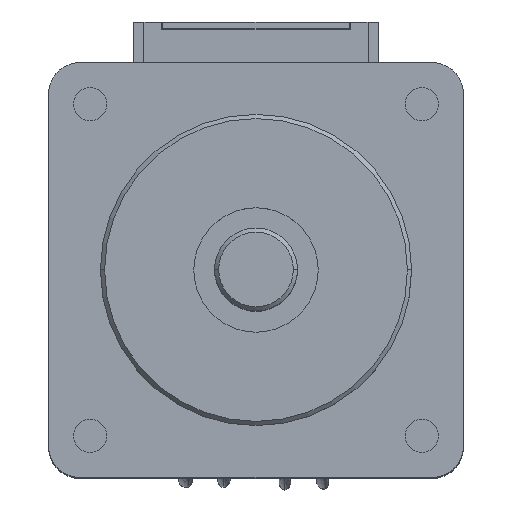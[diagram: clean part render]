
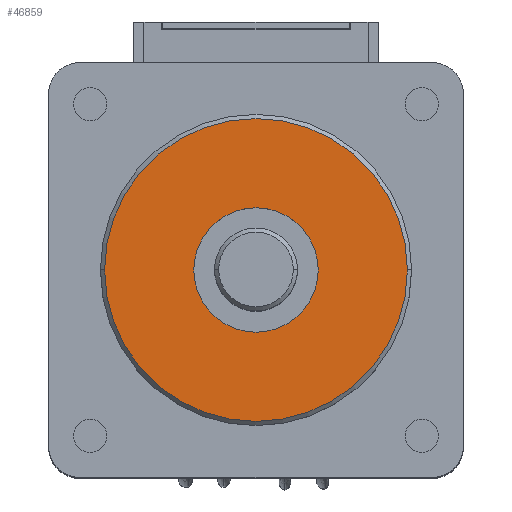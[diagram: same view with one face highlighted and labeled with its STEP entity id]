
A CAD part, top view. The second image highlights one B-rep face of the part: STEP entity #46859.
In plain terms, the highlighted planar face has unit normal (0, 0, 1).
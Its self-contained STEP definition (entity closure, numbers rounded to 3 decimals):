
#384 = DIRECTION ( 'NONE',  ( -1., 0., 0. ) ) ;
#849 = FACE_OUTER_BOUND ( 'NONE', #28406, .T. ) ;
#1187 = CIRCLE ( 'NONE', #20391, 3. ) ;
#1857 = DIRECTION ( 'NONE',  ( 0., 0., -1. ) ) ;
#1924 = AXIS2_PLACEMENT_3D ( 'NONE', #31417, #39234, #19037 ) ;
#6029 = EDGE_CURVE ( 'NONE', #31274, #22652, #39305, .T. ) ;
#8085 = CARTESIAN_POINT ( 'NONE',  ( -7.3, 0., 7.7 ) ) ;
#8577 = EDGE_CURVE ( 'NONE', #37154, #51460, #22505, .T. ) ;
#12406 = CARTESIAN_POINT ( 'NONE',  ( 0., 0., 7.7 ) ) ;
#13589 = CARTESIAN_POINT ( 'NONE',  ( 0., 0., 7.7 ) ) ;
#14715 = DIRECTION ( 'NONE',  ( -1., 0., 0. ) ) ;
#16476 = FACE_BOUND ( 'NONE', #47105, .T. ) ;
#17262 = CARTESIAN_POINT ( 'NONE',  ( 3., 0., 7.7 ) ) ;
#18554 = DIRECTION ( 'NONE',  ( 0., 0., -1. ) ) ;
#18766 = ORIENTED_EDGE ( 'NONE', *, *, #20394, .T. ) ;
#19037 = DIRECTION ( 'NONE',  ( -1., 0., 0. ) ) ;
#20391 = AXIS2_PLACEMENT_3D ( 'NONE', #13589, #1857, #49880 ) ;
#20394 = EDGE_CURVE ( 'NONE', #22652, #31274, #1187, .T. ) ;
#22505 = CIRCLE ( 'NONE', #45929, 7.3 ) ;
#22652 = VERTEX_POINT ( 'NONE', #17262 ) ;
#23206 = AXIS2_PLACEMENT_3D ( 'NONE', #12406, #28479, #384 ) ;
#26368 = ORIENTED_EDGE ( 'NONE', *, *, #6029, .T. ) ;
#28271 = CARTESIAN_POINT ( 'NONE',  ( 0., 0., 7.7 ) ) ;
#28406 = EDGE_LOOP ( 'NONE', ( #47207, #50491 ) ) ;
#28479 = DIRECTION ( 'NONE',  ( 0., 0., -1. ) ) ;
#30045 = CIRCLE ( 'NONE', #23206, 7.3 ) ;
#30548 = EDGE_CURVE ( 'NONE', #51460, #37154, #30045, .T. ) ;
#31274 = VERTEX_POINT ( 'NONE', #40379 ) ;
#31417 = CARTESIAN_POINT ( 'NONE',  ( 0., 0., 7.7 ) ) ;
#32414 = DIRECTION ( 'NONE',  ( 0., 0., -1. ) ) ;
#32778 = AXIS2_PLACEMENT_3D ( 'NONE', #28271, #32414, #43775 ) ;
#34923 = CARTESIAN_POINT ( 'NONE',  ( 0., 0., 7.7 ) ) ;
#35409 = CARTESIAN_POINT ( 'NONE',  ( 7.3, 0., 7.7 ) ) ;
#37154 = VERTEX_POINT ( 'NONE', #8085 ) ;
#39234 = DIRECTION ( 'NONE',  ( 0., 0., -1. ) ) ;
#39305 = CIRCLE ( 'NONE', #32778, 3. ) ;
#40379 = CARTESIAN_POINT ( 'NONE',  ( -3., 0., 7.7 ) ) ;
#43775 = DIRECTION ( 'NONE',  ( 1., 0., 0. ) ) ;
#45929 = AXIS2_PLACEMENT_3D ( 'NONE', #34923, #18554, #14715 ) ;
#46859 = ADVANCED_FACE ( 'NONE', ( #16476, #849 ), #51331, .F. ) ;
#47105 = EDGE_LOOP ( 'NONE', ( #18766, #26368 ) ) ;
#47207 = ORIENTED_EDGE ( 'NONE', *, *, #8577, .F. ) ;
#49880 = DIRECTION ( 'NONE',  ( 1., 0., 0. ) ) ;
#50491 = ORIENTED_EDGE ( 'NONE', *, *, #30548, .F. ) ;
#51331 = PLANE ( 'NONE',  #1924 ) ;
#51460 = VERTEX_POINT ( 'NONE', #35409 ) ;
